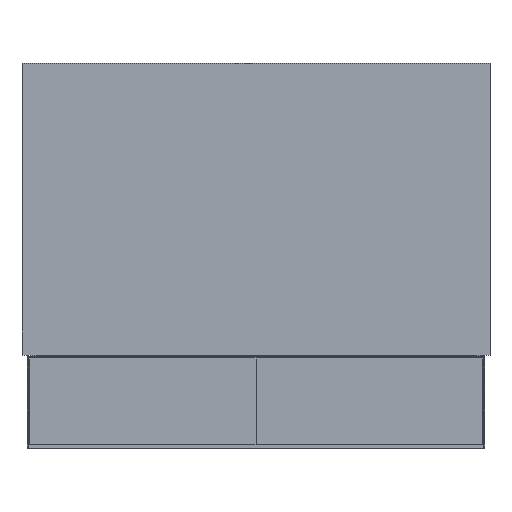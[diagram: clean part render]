
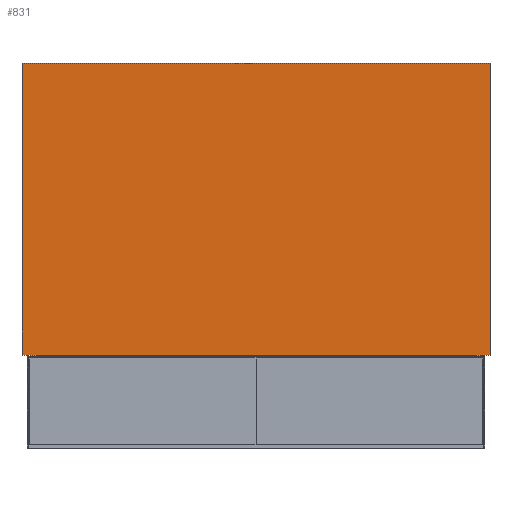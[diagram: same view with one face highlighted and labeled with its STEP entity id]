
A CAD part, front view. The second image highlights one B-rep face of the part: STEP entity #831.
In plain terms, the highlighted planar face has unit normal (0, -1, 0).
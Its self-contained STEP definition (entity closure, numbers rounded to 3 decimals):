
#129 = DIRECTION ( 'NONE',  ( 0., 0., 1. ) ) ;
#264 = CARTESIAN_POINT ( 'NONE',  ( 557.5, 0., -347.5 ) ) ;
#395 = EDGE_CURVE ( 'NONE', #3871, #3083, #1378, .T. ) ;
#831 = ADVANCED_FACE ( 'NONE', ( #5609 ), #4728, .F. ) ;
#1378 = LINE ( 'NONE', #9457, #8016 ) ;
#2037 = CARTESIAN_POINT ( 'NONE',  ( -557.5, 0., -347.5 ) ) ;
#2140 = DIRECTION ( 'NONE',  ( 1., 0., 0. ) ) ;
#2377 = CARTESIAN_POINT ( 'NONE',  ( 0., 0., 0. ) ) ;
#2704 = ORIENTED_EDGE ( 'NONE', *, *, #3673, .F. ) ;
#2709 = CARTESIAN_POINT ( 'NONE',  ( -557.5, 0., -347.5 ) ) ;
#2757 = EDGE_CURVE ( 'NONE', #3083, #4135, #5418, .T. ) ;
#2811 = CARTESIAN_POINT ( 'NONE',  ( -557.5, 0., 347.5 ) ) ;
#3083 = VERTEX_POINT ( 'NONE', #264 ) ;
#3116 = EDGE_CURVE ( 'NONE', #4135, #6927, #9178, .T. ) ;
#3337 = DIRECTION ( 'NONE',  ( 0., 1., 0. ) ) ;
#3673 = EDGE_CURVE ( 'NONE', #6927, #3871, #4774, .T. ) ;
#3871 = VERTEX_POINT ( 'NONE', #4022 ) ;
#4022 = CARTESIAN_POINT ( 'NONE',  ( 557.5, 0., 347.5 ) ) ;
#4066 = ORIENTED_EDGE ( 'NONE', *, *, #2757, .F. ) ;
#4135 = VERTEX_POINT ( 'NONE', #2037 ) ;
#4701 = DIRECTION ( 'NONE',  ( 0., 0., -1. ) ) ;
#4728 = PLANE ( 'NONE',  #8035 ) ;
#4774 = LINE ( 'NONE', #2811, #8186 ) ;
#5172 = ORIENTED_EDGE ( 'NONE', *, *, #395, .F. ) ;
#5418 = LINE ( 'NONE', #2709, #7000 ) ;
#5609 = FACE_OUTER_BOUND ( 'NONE', #8463, .T. ) ;
#5955 = DIRECTION ( 'NONE',  ( 0., 0., 1. ) ) ;
#6927 = VERTEX_POINT ( 'NONE', #7666 ) ;
#7000 = VECTOR ( 'NONE', #9037, 1000. ) ;
#7666 = CARTESIAN_POINT ( 'NONE',  ( -557.5, 0., 347.5 ) ) ;
#8016 = VECTOR ( 'NONE', #4701, 1000. ) ;
#8035 = AXIS2_PLACEMENT_3D ( 'NONE', #2377, #3337, #129 ) ;
#8186 = VECTOR ( 'NONE', #2140, 1000. ) ;
#8188 = VECTOR ( 'NONE', #5955, 1000. ) ;
#8463 = EDGE_LOOP ( 'NONE', ( #5172, #2704, #9019, #4066 ) ) ;
#9019 = ORIENTED_EDGE ( 'NONE', *, *, #3116, .F. ) ;
#9037 = DIRECTION ( 'NONE',  ( -1., 0., 0. ) ) ;
#9178 = LINE ( 'NONE', #9792, #8188 ) ;
#9457 = CARTESIAN_POINT ( 'NONE',  ( 557.5, 0., -347.5 ) ) ;
#9792 = CARTESIAN_POINT ( 'NONE',  ( -557.5, 0., -347.5 ) ) ;
